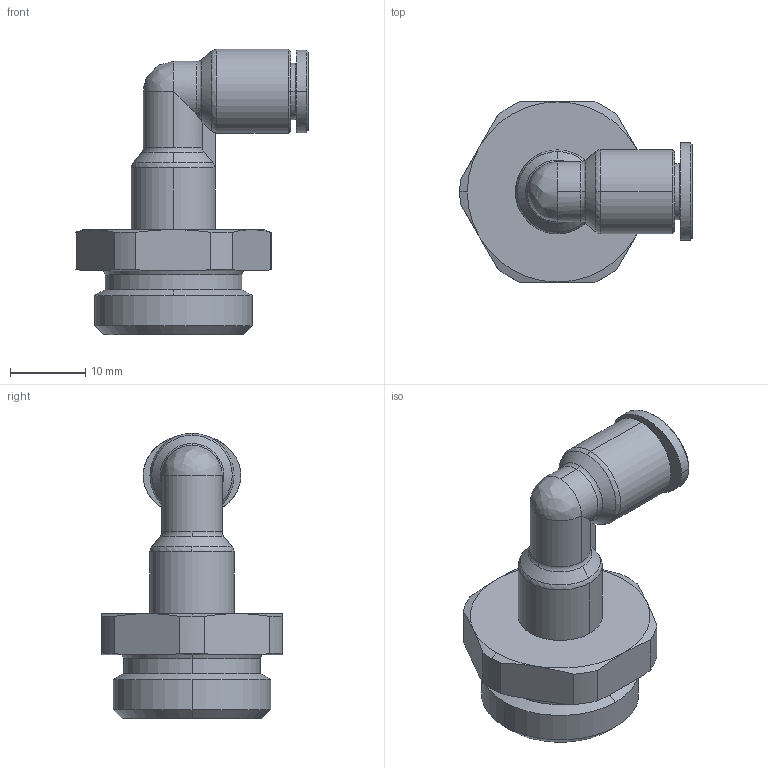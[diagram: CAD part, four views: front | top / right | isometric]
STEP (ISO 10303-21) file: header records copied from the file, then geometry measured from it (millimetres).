
FILE_DESCRIPTION (( 'STEP AP214' ), '1' );
FILE_NAME ('PLLP06-G04.stp', '2015-09-16T07:25:26', ( '' ), ( '' ), 'SwSTEP 2.0', 'SolidWorks 2015', '' );
FILE_SCHEMA (( 'AUTOMOTIVE_DESIGN' ));
Length unit declared in the file: millimetre
Products named in the file (2): PLLP06-G04; ｦ+ﾃｦ1
Assembly tree (1 placements, depth 2):
  PLLP06-G04
    ｦ+ﾃｦ1
Bounding box: 30.95 x 24 x 38 mm (x, y, z)
Volume: 6230.8 mm3; surface area: 4096.7 mm2
Topology: 1 solids, 1 shells, 293 faces, 800 edges, 523 vertices
Faces by surface type: plane 183, bspline 37, cylinder 35, cone 34, torus 4
Entity records: 11336 total; most frequent: CARTESIAN_POINT 3320, ORIENTED_EDGE 1594, DIRECTION 1329, EDGE_CURVE 797, VECTOR 553, LINE 553, VERTEX_POINT 523, AXIS2_PLACEMENT_3D 388
